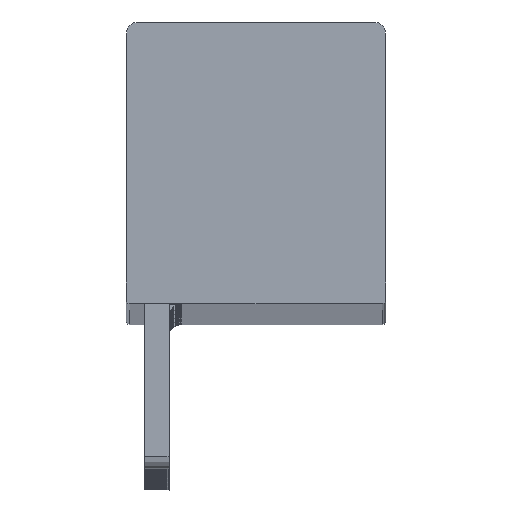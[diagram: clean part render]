
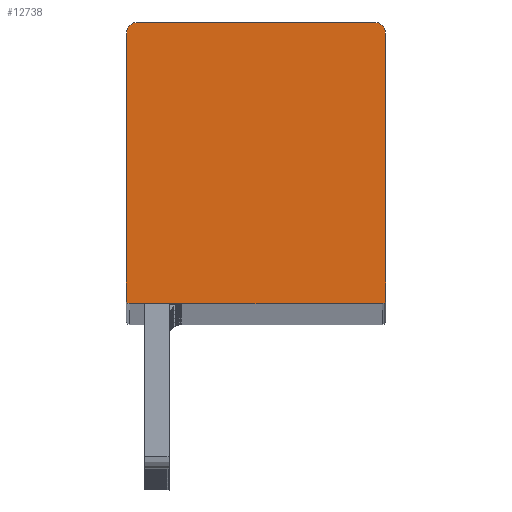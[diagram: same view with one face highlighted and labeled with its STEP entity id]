
A CAD part, top view. The second image highlights one B-rep face of the part: STEP entity #12738.
In plain terms, the highlighted planar face has unit normal (0, 0, 1).
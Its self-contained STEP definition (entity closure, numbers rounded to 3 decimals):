
#12358=CARTESIAN_POINT('',(6907.021,6046.407,-180.0));
#12359=VERTEX_POINT('',#12358);
#12360=CARTESIAN_POINT('',(6701.021,6046.407,-180.0));
#12361=VERTEX_POINT('',#12360);
#12362=CARTESIAN_POINT('',(6907.021,6046.407,-180.0));
#12363=DIRECTION('',(-1.0,0.0,0.0));
#12364=VECTOR('',#12363,206.);
#12365=LINE('',#12362,#12364);
#12366=EDGE_CURVE('',#12359,#12361,#12365,.T.);
#12672=CARTESIAN_POINT('',(6804.021,6177.893,-180.0));
#12673=DIRECTION('',(0.0,0.0,1.0));
#12674=DIRECTION('',(1.0,0.0,0.0));
#12675=AXIS2_PLACEMENT_3D('',#12672,#12673,#12674);
#12676=PLANE('',#12675);
#12677=ORIENTED_EDGE('',*,*,#12366,.F.);
#12678=CARTESIAN_POINT('',(6910.021,6049.407,-180.0));
#12679=VERTEX_POINT('',#12678);
#12680=CARTESIAN_POINT('',(6907.021,6049.407,-180.0));
#12681=DIRECTION('',(0.0,0.0,-1.0));
#12682=DIRECTION('',(0.707,-0.707,0.0));
#12683=AXIS2_PLACEMENT_3D('',#12680,#12681,#12682);
#12684=CIRCLE('',#12683,3.);
#12685=EDGE_CURVE('',#12679,#12359,#12684,.T.);
#12686=ORIENTED_EDGE('',*,*,#12685,.F.);
#12687=CARTESIAN_POINT('',(6910.021,6266.407,-180.0));
#12688=VERTEX_POINT('',#12687);
#12689=CARTESIAN_POINT('',(6910.021,6266.407,-180.0));
#12690=DIRECTION('',(0.,-1.0,0.0));
#12691=VECTOR('',#12690,217.);
#12692=LINE('',#12689,#12691);
#12693=EDGE_CURVE('',#12688,#12679,#12692,.T.);
#12694=ORIENTED_EDGE('',*,*,#12693,.F.);
#12695=CARTESIAN_POINT('',(6900.021,6276.407,-180.0));
#12696=VERTEX_POINT('',#12695);
#12697=CARTESIAN_POINT('',(6900.021,6266.407,-180.0));
#12698=DIRECTION('',(0.0,0.0,-1.0));
#12699=DIRECTION('',(0.707,0.707,0.0));
#12700=AXIS2_PLACEMENT_3D('',#12697,#12698,#12699);
#12701=CIRCLE('',#12700,10.);
#12702=EDGE_CURVE('',#12696,#12688,#12701,.T.);
#12703=ORIENTED_EDGE('',*,*,#12702,.F.);
#12704=CARTESIAN_POINT('',(6708.021,6276.407,-180.0));
#12705=VERTEX_POINT('',#12704);
#12706=CARTESIAN_POINT('',(6708.021,6276.407,-180.0));
#12707=DIRECTION('',(1.0,0.0,0.0));
#12708=VECTOR('',#12707,192.);
#12709=LINE('',#12706,#12708);
#12710=EDGE_CURVE('',#12705,#12696,#12709,.T.);
#12711=ORIENTED_EDGE('',*,*,#12710,.F.);
#12712=CARTESIAN_POINT('',(6698.021,6266.407,-180.0));
#12713=VERTEX_POINT('',#12712);
#12714=CARTESIAN_POINT('',(6708.021,6266.407,-180.0));
#12715=DIRECTION('',(0.0,0.0,-1.0));
#12716=DIRECTION('',(-0.707,0.707,0.0));
#12717=AXIS2_PLACEMENT_3D('',#12714,#12715,#12716);
#12718=CIRCLE('',#12717,10.);
#12719=EDGE_CURVE('',#12713,#12705,#12718,.T.);
#12720=ORIENTED_EDGE('',*,*,#12719,.F.);
#12721=CARTESIAN_POINT('',(6698.021,6049.407,-180.0));
#12722=VERTEX_POINT('',#12721);
#12723=CARTESIAN_POINT('',(6698.021,6049.407,-180.0));
#12724=DIRECTION('',(0.,1.0,0.0));
#12725=VECTOR('',#12724,217.);
#12726=LINE('',#12723,#12725);
#12727=EDGE_CURVE('',#12722,#12713,#12726,.T.);
#12728=ORIENTED_EDGE('',*,*,#12727,.F.);
#12729=CARTESIAN_POINT('',(6701.021,6049.407,-180.0));
#12730=DIRECTION('',(0.0,0.0,-1.0));
#12731=DIRECTION('',(-0.707,-0.707,0.0));
#12732=AXIS2_PLACEMENT_3D('',#12729,#12730,#12731);
#12733=CIRCLE('',#12732,3.0);
#12734=EDGE_CURVE('',#12361,#12722,#12733,.T.);
#12735=ORIENTED_EDGE('',*,*,#12734,.F.);
#12736=EDGE_LOOP('',(#12677,#12686,#12694,#12703,#12711,#12720,#12728,#12735));
#12737=FACE_OUTER_BOUND('',#12736,.T.);
#12738=ADVANCED_FACE('',(#12737),#12676,.T.);
